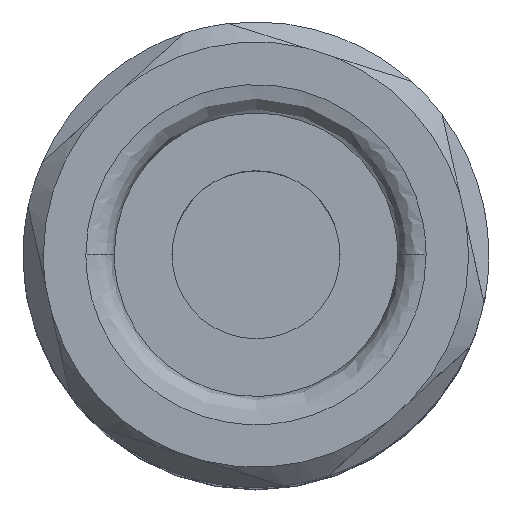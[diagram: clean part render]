
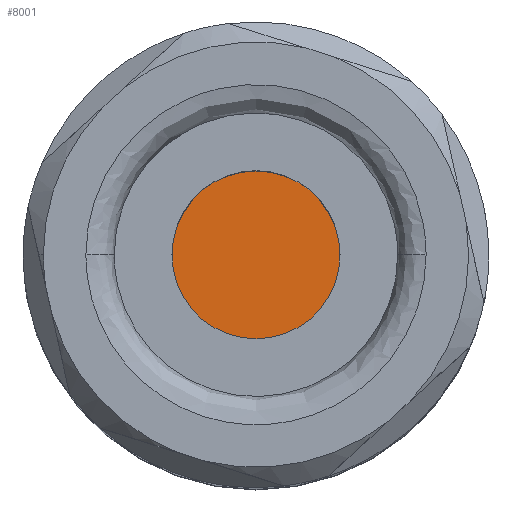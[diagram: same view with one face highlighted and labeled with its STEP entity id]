
A CAD part, top view. The second image highlights one B-rep face of the part: STEP entity #8001.
In plain terms, the highlighted planar face has unit normal (0, 0, 1).
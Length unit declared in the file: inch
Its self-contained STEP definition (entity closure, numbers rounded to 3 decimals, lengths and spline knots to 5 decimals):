
#3 = DIRECTION ( 'NONE',  ( 0., 1., 0. ) ) ;
#124 = CARTESIAN_POINT ( 'NONE',  ( 0.00024, 0.16363, 2.29134 ) ) ;
#1391 = EDGE_LOOP ( 'NONE', ( #2337, #5009 ) ) ;
#1568 = CIRCLE ( 'NONE', #3867, 0.16339 ) ;
#2011 = DIRECTION ( 'NONE',  ( 0., 1., 0. ) ) ;
#2337 = ORIENTED_EDGE ( 'NONE', *, *, #7482, .T. ) ;
#2404 = VERTEX_POINT ( 'NONE', #3093 ) ;
#2566 = DIRECTION ( 'NONE',  ( 0., -1., 0. ) ) ;
#2601 = FACE_OUTER_BOUND ( 'NONE', #1391, .T. ) ;
#3093 = CARTESIAN_POINT ( 'NONE',  ( 0.00024, -0.16314, 2.29134 ) ) ;
#3134 = DIRECTION ( 'NONE',  ( 0., 0., 1. ) ) ;
#3248 = DIRECTION ( 'NONE',  ( 0., 0., -1. ) ) ;
#3867 = AXIS2_PLACEMENT_3D ( 'NONE', #7637, #3134, #3 ) ;
#3958 = CARTESIAN_POINT ( 'NONE',  ( 0.46979, 0.05984, 2.29134 ) ) ;
#4585 = AXIS2_PLACEMENT_3D ( 'NONE', #8342, #5269, #2011 ) ;
#5009 = ORIENTED_EDGE ( 'NONE', *, *, #7970, .T. ) ;
#5269 = DIRECTION ( 'NONE',  ( 0., 0., 1. ) ) ;
#5722 = VERTEX_POINT ( 'NONE', #124 ) ;
#6049 = AXIS2_PLACEMENT_3D ( 'NONE', #3958, #3248, #2566 ) ;
#7081 = PLANE ( 'NONE',  #6049 ) ;
#7482 = EDGE_CURVE ( 'NONE', #5722, #2404, #1568, .T. ) ;
#7637 = CARTESIAN_POINT ( 'NONE',  ( 0.00024, 0.00024, 2.29134 ) ) ;
#7970 = EDGE_CURVE ( 'NONE', #2404, #5722, #8337, .T. ) ;
#8001 = ADVANCED_FACE ( 'NONE', ( #2601 ), #7081, .F. ) ;
#8337 = CIRCLE ( 'NONE', #4585, 0.16339 ) ;
#8342 = CARTESIAN_POINT ( 'NONE',  ( 0.00024, 0.00024, 2.29134 ) ) ;
